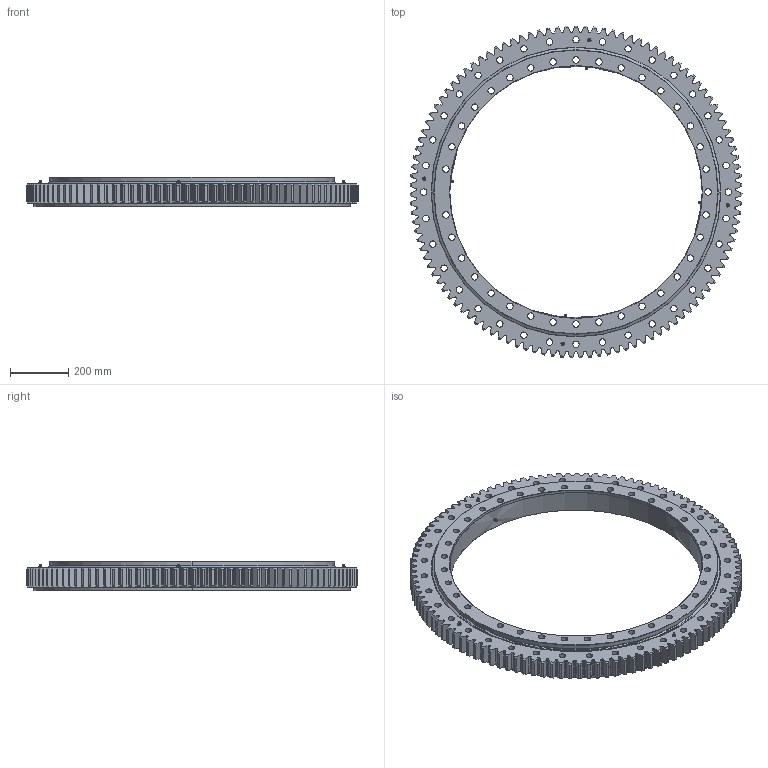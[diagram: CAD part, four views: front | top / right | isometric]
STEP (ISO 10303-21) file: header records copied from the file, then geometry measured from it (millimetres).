
FILE_DESCRIPTION (( 'STEP AP214' ), '1' );
FILE_NAME ('E.1144.32.15.D.1.STEP', '2017-05-25T11:22:00', ( '' ), ( '' ), 'SwSTEP 2.0', 'SolidWorks 2015', '' );
FILE_SCHEMA (( 'AUTOMOTIVE_DESIGN' ));
Length unit declared in the file: millimetre
Products named in the file (7): C.1144.B32B.C1N.1 - OR Seal; C.1144.B32B.C1N.1 - IR Seal; Ball D32; C.1144.B32B.C1N.1 - OR; C.1144.B32B.C1N.1 - IR; E.1144.32.15.D.1; Grease nipple M10x1mm
Assembly tree (94 placements, depth 2):
  E.1144.32.15.D.1
    C.1144.B32B.C1N.1 - IR
    C.1144.B32B.C1N.1 - OR
    Ball D32  x82
    C.1144.B32B.C1N.1 - IR Seal
    C.1144.B32B.C1N.1 - OR Seal
    Grease nipple M10x1mm  x8
Bounding box: 1143.97 x 1143.87 x 100 mm (x, y, z)
Volume: 27864913.5 mm3; surface area: 3028423 mm2
Topology: 94 solids, 94 shells, 1868 faces, 5318 edges, 3491 vertices
Faces by surface type: bspline 555, cone 390, cylinder 361, plane 323, sphere 164, torus 75
Entity records: 53504 total; most frequent: CARTESIAN_POINT 17571, ORIENTED_EDGE 8484, DIRECTION 5578, EDGE_CURVE 4242, VERTEX_POINT 2789, AXIS2_PLACEMENT_3D 1980, EDGE_LOOP 1639, B_SPLINE_CURVE_WITH_KNOTS 1634
